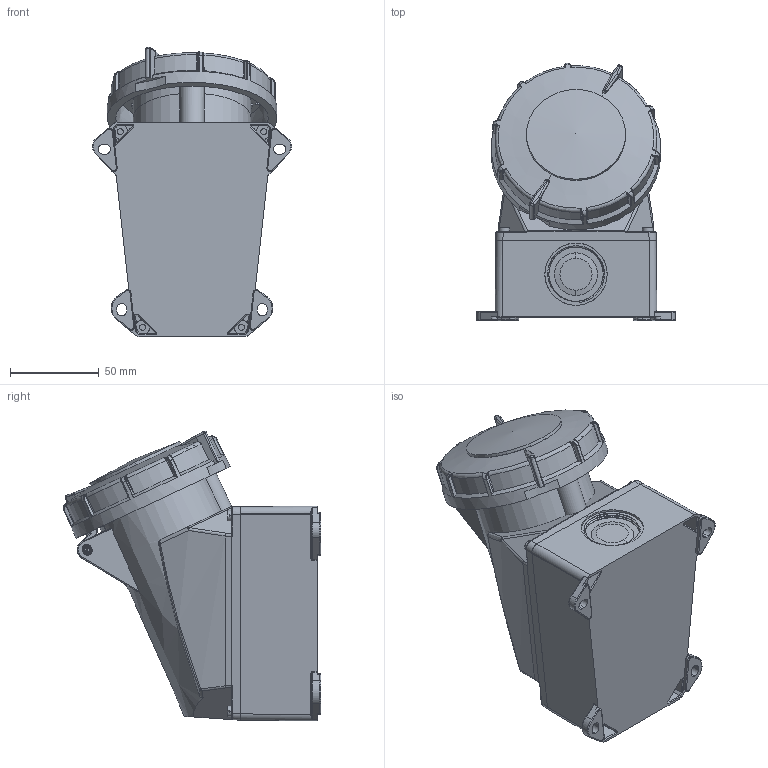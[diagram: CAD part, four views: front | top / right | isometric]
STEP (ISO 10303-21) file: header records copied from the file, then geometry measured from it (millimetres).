
FILE_DESCRIPTION (( 'STEP AP203' ), '1' );
FILE_NAME ('PSR12-032-5-0-67 Ðîçåòêà ñòö. ÑÑÈ-1252 IP67 IEK.STEP', '2025-01-22T12:53:59', ( '' ), ( '' ), 'SwSTEP 2.0', 'SolidWorks 2022', '' );
FILE_SCHEMA (( 'CONFIG_CONTROL_DESIGN' ));
Length unit declared in the file: millimetre
Products named in the file (11): QX120620.stp^PSR12-032-5-0-67 Розетка стц. ССИ-1252 IP67 IEK; QX120624.stp^PSR12-032-5-0-67 Розетка стц. ССИ-1252 IP67 IEK; QX120626.stp^PSR12-032-5-0-67 Розетка стц. ССИ-1252 IP67 IEK; QX120625.stp^PSR12-032-5-0-67 Розетка стц. ССИ-1252 IP67 IEK; QX120621.stp^PSR12-032-5-0-67 Розетка стц. ССИ-1252 IP67 IEK; QX120614.stp^PSR12-032-5-0-67 Розетка стц. ССИ-1252 IP67 IEK; QX120617.stp^PSR12-032-5-0-67 Розетка стц. ССИ-1252 IP67 IEK; PSR12-032-5-0-67 Розетка стц. ССИ-1252 IP67 IEK; QX120622.stp^PSR12-032-5-0-67 Розетка стц. ССИ-1252 IP67 IEK; QX120619.stp^PSR12-032-5-0-67 Розетка стц. ССИ-1252 IP67 IEK; QX120623.stp^PSR12-032-5-0-67 Розетка стц. ССИ-1252 IP67 IEK
Assembly tree (10 placements, depth 2):
  PSR12-032-5-0-67 Розетка стц. ССИ-1252 IP67 IEK
    QX120614.stp^PSR12-032-5-0-67 Розетка стц. ССИ-1252 IP67 IEK
    QX120617.stp^PSR12-032-5-0-67 Розетка стц. ССИ-1252 IP67 IEK
    QX120619.stp^PSR12-032-5-0-67 Розетка стц. ССИ-1252 IP67 IEK
    QX120620.stp^PSR12-032-5-0-67 Розетка стц. ССИ-1252 IP67 IEK
    QX120621.stp^PSR12-032-5-0-67 Розетка стц. ССИ-1252 IP67 IEK
    QX120622.stp^PSR12-032-5-0-67 Розетка стц. ССИ-1252 IP67 IEK
    QX120623.stp^PSR12-032-5-0-67 Розетка стц. ССИ-1252 IP67 IEK
    QX120624.stp^PSR12-032-5-0-67 Розетка стц. ССИ-1252 IP67 IEK
    QX120625.stp^PSR12-032-5-0-67 Розетка стц. ССИ-1252 IP67 IEK
    QX120626.stp^PSR12-032-5-0-67 Розетка стц. ССИ-1252 IP67 IEK
Bounding box: 111.98 x 144.71 x 162.88 mm (x, y, z)
Volume: 225359 mm3; surface area: 156204.6 mm2
Topology: 10 solids, 10 shells, 1301 faces, 3334 edges, 2050 vertices
Faces by surface type: cylinder 441, plane 402, bspline 226, torus 122, cone 74, sphere 36
Entity records: 49737 total; most frequent: CARTESIAN_POINT 19459, ORIENTED_EDGE 6584, DIRECTION 5560, EDGE_CURVE 3292, AXIS2_PLACEMENT_3D 2131, VERTEX_POINT 2046, EDGE_LOOP 1372, FACE_OUTER_BOUND 1301
